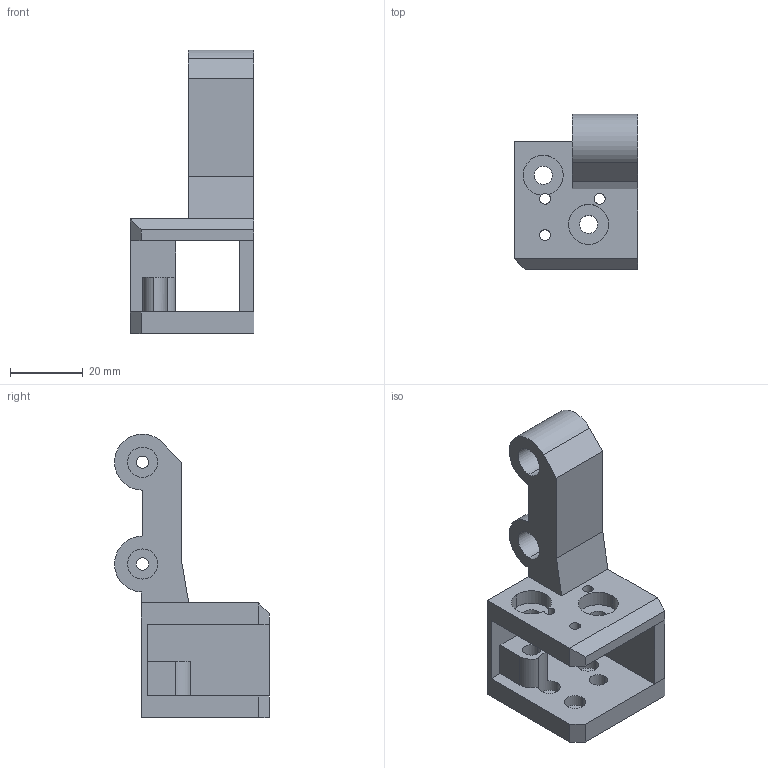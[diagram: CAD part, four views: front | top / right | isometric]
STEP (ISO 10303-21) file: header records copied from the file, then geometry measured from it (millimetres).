
FILE_DESCRIPTION (( 'STEP AP214' ), '1' );
FILE_NAME ('V1_ROOK _Y_Carriage_Right_HYBRED.STEP', '2022-11-16T18:06:31', ( '' ), ( '' ), 'SwSTEP 2.0', 'SolidWorks 2020', '' );
FILE_SCHEMA (( 'AUTOMOTIVE_DESIGN' ));
Length unit declared in the file: millimetre
Products named in the file (1): V1_ROOK _Y_Carriage_Right_HYBRED
Bounding box: 34 x 42.6 x 77.99 mm (x, y, z)
Volume: 27012.5 mm3; surface area: 13128.8 mm2
Topology: 1 solids, 1 shells, 97 faces, 263 edges, 175 vertices
Faces by surface type: plane 55, cylinder 42
Entity records: 3197 total; most frequent: DIRECTION 546, CARTESIAN_POINT 539, ORIENTED_EDGE 526, EDGE_CURVE 263, AXIS2_PLACEMENT_3D 186, VERTEX_POINT 175, VECTOR 174, LINE 174
